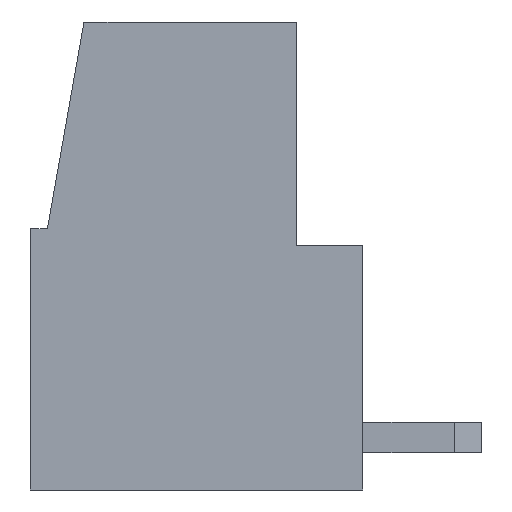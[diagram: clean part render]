
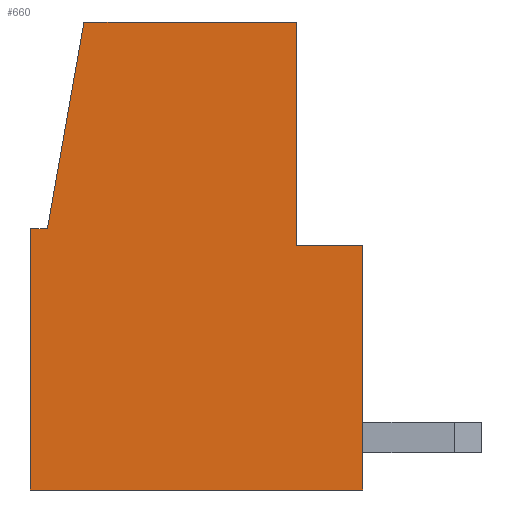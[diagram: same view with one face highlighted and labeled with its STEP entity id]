
A CAD part, left-side view. The second image highlights one B-rep face of the part: STEP entity #660.
In plain terms, the highlighted planar face has unit normal (-1, 0, 0).
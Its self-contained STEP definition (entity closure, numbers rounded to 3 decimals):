
#660 = ADVANCED_FACE( 'F0', ( #1510 ), #1511, .T. );
#1510 = FACE_OUTER_BOUND( '', #2588, .T. );
#1511 = PLANE( '', #2589 );
#2588 = EDGE_LOOP( '', ( #4409, #4410, #4411, #4412, #4413, #4414, #4415, #4416 ) );
#2589 = AXIS2_PLACEMENT_3D( '', #4417, #4418, #4419 );
#4409 = ORIENTED_EDGE( '', *, *, #6910, .F. );
#4410 = ORIENTED_EDGE( '', *, *, #7071, .F. );
#4411 = ORIENTED_EDGE( '', *, *, #6873, .F. );
#4412 = ORIENTED_EDGE( '', *, *, #6921, .T. );
#4413 = ORIENTED_EDGE( '', *, *, #7072, .F. );
#4414 = ORIENTED_EDGE( '', *, *, #7073, .F. );
#4415 = ORIENTED_EDGE( '', *, *, #7074, .F. );
#4416 = ORIENTED_EDGE( '', *, *, #7075, .F. );
#4417 = CARTESIAN_POINT( '', ( -2.54, 0., 0. ) );
#4418 = DIRECTION( '', ( -1., 0., 0. ) );
#4419 = DIRECTION( '', ( 0., 1., 0. ) );
#6873 = EDGE_CURVE( '', #8423, #8425, #8426, .T. );
#6910 = EDGE_CURVE( '', #8478, #8480, #8481, .T. );
#6921 = EDGE_CURVE( '', #8423, #8494, #8496, .T. );
#7071 = EDGE_CURVE( '', #8425, #8478, #8723, .T. );
#7072 = EDGE_CURVE( '', #8724, #8494, #8725, .T. );
#7073 = EDGE_CURVE( '', #8726, #8724, #8727, .T. );
#7074 = EDGE_CURVE( '', #8728, #8726, #8729, .T. );
#7075 = EDGE_CURVE( '', #8480, #8728, #8730, .T. );
#8423 = VERTEX_POINT( '', #10576 );
#8425 = VERTEX_POINT( '', #10579 );
#8426 = LINE( '', #10580, #10581 );
#8478 = VERTEX_POINT( '', #10660 );
#8480 = VERTEX_POINT( '', #10663 );
#8481 = LINE( '', #10664, #10665 );
#8494 = VERTEX_POINT( '', #10684 );
#8496 = LINE( '', #10687, #10688 );
#8723 = LINE( '', #11027, #11028 );
#8724 = VERTEX_POINT( '', #11029 );
#8725 = LINE( '', #11030, #11031 );
#8726 = VERTEX_POINT( '', #11032 );
#8727 = LINE( '', #11033, #11034 );
#8728 = VERTEX_POINT( '', #11035 );
#8729 = LINE( '', #11036, #11037 );
#8730 = LINE( '', #11038, #11039 );
#10576 = CARTESIAN_POINT( '', ( -2.54, 0., 0. ) );
#10579 = CARTESIAN_POINT( '', ( -2.54, 0., 7.7 ) );
#10580 = CARTESIAN_POINT( '', ( -2.54, 0., -3.05 ) );
#10581 = VECTOR( '', #12462, 1000. );
#10660 = CARTESIAN_POINT( '', ( -2.54, -0.5, 7.7 ) );
#10663 = CARTESIAN_POINT( '', ( -2.54, -1.576, 13.8 ) );
#10664 = CARTESIAN_POINT( '', ( -2.54, 1.396, -3.05 ) );
#10665 = VECTOR( '', #12491, 1000. );
#10684 = CARTESIAN_POINT( '', ( -2.54, -9.8, 0. ) );
#10687 = CARTESIAN_POINT( '', ( -2.54, -21.3, 0. ) );
#10688 = VECTOR( '', #12499, 1000. );
#11027 = CARTESIAN_POINT( '', ( -2.54, -21.3, 7.7 ) );
#11028 = VECTOR( '', #12630, 1000. );
#11029 = CARTESIAN_POINT( '', ( -2.54, -9.8, 7.2 ) );
#11030 = CARTESIAN_POINT( '', ( -2.54, -9.8, -3.05 ) );
#11031 = VECTOR( '', #12631, 1000. );
#11032 = CARTESIAN_POINT( '', ( -2.54, -7.85, 7.2 ) );
#11033 = CARTESIAN_POINT( '', ( -2.54, -21.3, 7.2 ) );
#11034 = VECTOR( '', #12632, 1000. );
#11035 = CARTESIAN_POINT( '', ( -2.54, -7.85, 13.8 ) );
#11036 = CARTESIAN_POINT( '', ( -2.54, -7.85, -3.05 ) );
#11037 = VECTOR( '', #12633, 1000. );
#11038 = CARTESIAN_POINT( '', ( -2.54, -21.3, 13.8 ) );
#11039 = VECTOR( '', #12634, 1000. );
#12462 = DIRECTION( '', ( 0., 0., 1. ) );
#12491 = DIRECTION( '', ( 0., -0.174, 0.985 ) );
#12499 = DIRECTION( '', ( 0., -1., 0. ) );
#12630 = DIRECTION( '', ( 0., -1., 0. ) );
#12631 = DIRECTION( '', ( 0., 0., -1. ) );
#12632 = DIRECTION( '', ( 0., -1., 0. ) );
#12633 = DIRECTION( '', ( 0., 0., -1. ) );
#12634 = DIRECTION( '', ( 0., -1., 0. ) );
